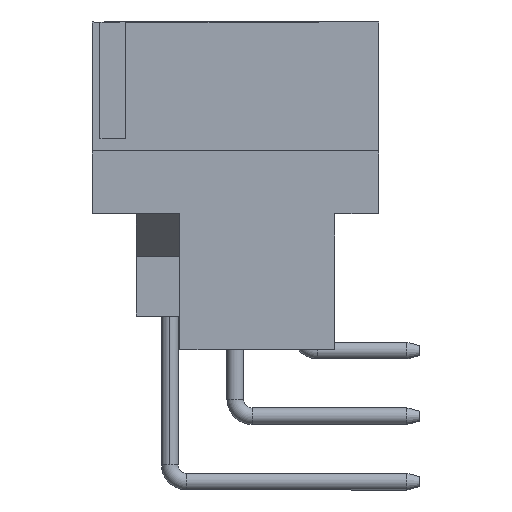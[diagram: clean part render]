
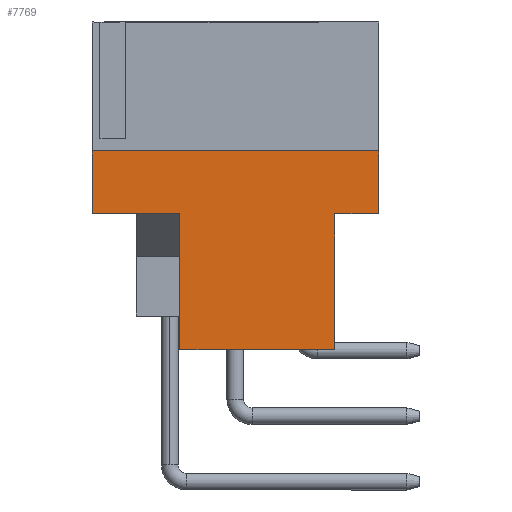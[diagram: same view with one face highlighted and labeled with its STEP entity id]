
A CAD part, left-side view. The second image highlights one B-rep face of the part: STEP entity #7769.
In plain terms, the highlighted face is planar.
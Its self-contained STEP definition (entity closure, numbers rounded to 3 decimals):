
#207 = CARTESIAN_POINT ( 'NONE',  ( 47., 9.4, 3.79 ) ) ;
#474 = CARTESIAN_POINT ( 'NONE',  ( 47., -1.7, -1.47 ) ) ;
#732 = DIRECTION ( 'NONE',  ( 0., 0., -1. ) ) ;
#1040 = EDGE_CURVE ( 'NONE', #40208, #11979, #18347, .T. ) ;
#2987 = CARTESIAN_POINT ( 'NONE',  ( 47., -1.7, -1.47 ) ) ;
#4813 = ORIENTED_EDGE ( 'NONE', *, *, #1040, .F. ) ;
#5060 = VERTEX_POINT ( 'NONE', #14568 ) ;
#5260 = EDGE_CURVE ( 'NONE', #44007, #26413, #44049, .T. ) ;
#5507 = CARTESIAN_POINT ( 'NONE',  ( 47., 6., -1.47 ) ) ;
#6232 = PLANE ( 'NONE',  #25767 ) ;
#6538 = DIRECTION ( 'NONE',  ( 0., -1., 0. ) ) ;
#6784 = ORIENTED_EDGE ( 'NONE', *, *, #39934, .F. ) ;
#6857 = EDGE_CURVE ( 'NONE', #22181, #40208, #13743, .T. ) ;
#6870 = VECTOR ( 'NONE', #6538, 1000. ) ;
#7476 = VECTOR ( 'NONE', #25933, 1000. ) ;
#7508 = DIRECTION ( 'NONE',  ( 0., 0., -1. ) ) ;
#7769 = ADVANCED_FACE ( 'NONE', ( #35091 ), #6232, .F. ) ;
#11480 = VECTOR ( 'NONE', #40398, 1000. ) ;
#11979 = VERTEX_POINT ( 'NONE', #25875 ) ;
#13743 = LINE ( 'NONE', #29689, #25509 ) ;
#13858 = VECTOR ( 'NONE', #24809, 1000. ) ;
#14568 = CARTESIAN_POINT ( 'NONE',  ( 47., -1.7, -3.91 ) ) ;
#15139 = ORIENTED_EDGE ( 'NONE', *, *, #5260, .F. ) ;
#15352 = VECTOR ( 'NONE', #20342, 1000. ) ;
#15925 = DIRECTION ( 'NONE',  ( 0., 0., 1. ) ) ;
#17651 = CARTESIAN_POINT ( 'NONE',  ( 47., -1.7, -3.91 ) ) ;
#17946 = EDGE_CURVE ( 'NONE', #27397, #26413, #30340, .T. ) ;
#18347 = LINE ( 'NONE', #21305, #31740 ) ;
#18907 = EDGE_CURVE ( 'NONE', #33932, #44007, #38329, .T. ) ;
#19913 = DIRECTION ( 'NONE',  ( -1., 0., 0. ) ) ;
#20342 = DIRECTION ( 'NONE',  ( 0., -1., 0. ) ) ;
#20907 = VECTOR ( 'NONE', #7508, 1000. ) ;
#21305 = CARTESIAN_POINT ( 'NONE',  ( 47., 9.4, -3.91 ) ) ;
#22181 = VERTEX_POINT ( 'NONE', #5507 ) ;
#22804 = CARTESIAN_POINT ( 'NONE',  ( 47., 9.4, -1.47 ) ) ;
#24809 = DIRECTION ( 'NONE',  ( 0., 0., -1. ) ) ;
#25509 = VECTOR ( 'NONE', #43844, 1000. ) ;
#25767 = AXIS2_PLACEMENT_3D ( 'NONE', #36759, #19913, #15925 ) ;
#25875 = CARTESIAN_POINT ( 'NONE',  ( 47., 9.4, -3.91 ) ) ;
#25933 = DIRECTION ( 'NONE',  ( 0., 0., 1. ) ) ;
#26220 = LINE ( 'NONE', #37221, #6870 ) ;
#26413 = VERTEX_POINT ( 'NONE', #42537 ) ;
#27397 = VERTEX_POINT ( 'NONE', #31327 ) ;
#27767 = LINE ( 'NONE', #17651, #13858 ) ;
#27966 = EDGE_CURVE ( 'NONE', #33932, #5060, #27767, .T. ) ;
#28249 = ORIENTED_EDGE ( 'NONE', *, *, #40401, .F. ) ;
#29237 = CARTESIAN_POINT ( 'NONE',  ( 47., 0., 3.79 ) ) ;
#29689 = CARTESIAN_POINT ( 'NONE',  ( 47., 9.4, -1.47 ) ) ;
#30340 = LINE ( 'NONE', #207, #15352 ) ;
#31327 = CARTESIAN_POINT ( 'NONE',  ( 47., 6., 3.79 ) ) ;
#31740 = VECTOR ( 'NONE', #732, 1000. ) ;
#32878 = EDGE_LOOP ( 'NONE', ( #4813, #33142, #6784, #33132, #15139, #42666, #39074, #28249 ) ) ;
#33132 = ORIENTED_EDGE ( 'NONE', *, *, #17946, .T. ) ;
#33142 = ORIENTED_EDGE ( 'NONE', *, *, #6857, .F. ) ;
#33829 = LINE ( 'NONE', #34250, #20907 ) ;
#33932 = VERTEX_POINT ( 'NONE', #474 ) ;
#34250 = CARTESIAN_POINT ( 'NONE',  ( 47., 6., 3.79 ) ) ;
#35091 = FACE_OUTER_BOUND ( 'NONE', #32878, .T. ) ;
#36611 = CARTESIAN_POINT ( 'NONE',  ( 47., 0., -1.47 ) ) ;
#36759 = CARTESIAN_POINT ( 'NONE',  ( 47., 9.4, -3.91 ) ) ;
#37221 = CARTESIAN_POINT ( 'NONE',  ( 47., 9.4, -3.91 ) ) ;
#38329 = LINE ( 'NONE', #2987, #11480 ) ;
#39074 = ORIENTED_EDGE ( 'NONE', *, *, #27966, .T. ) ;
#39934 = EDGE_CURVE ( 'NONE', #27397, #22181, #33829, .T. ) ;
#40208 = VERTEX_POINT ( 'NONE', #22804 ) ;
#40398 = DIRECTION ( 'NONE',  ( 0., 1., 0. ) ) ;
#40401 = EDGE_CURVE ( 'NONE', #11979, #5060, #26220, .T. ) ;
#42537 = CARTESIAN_POINT ( 'NONE',  ( 47., 0., 3.79 ) ) ;
#42666 = ORIENTED_EDGE ( 'NONE', *, *, #18907, .F. ) ;
#43844 = DIRECTION ( 'NONE',  ( 0., 1., 0. ) ) ;
#44007 = VERTEX_POINT ( 'NONE', #36611 ) ;
#44049 = LINE ( 'NONE', #29237, #7476 ) ;
